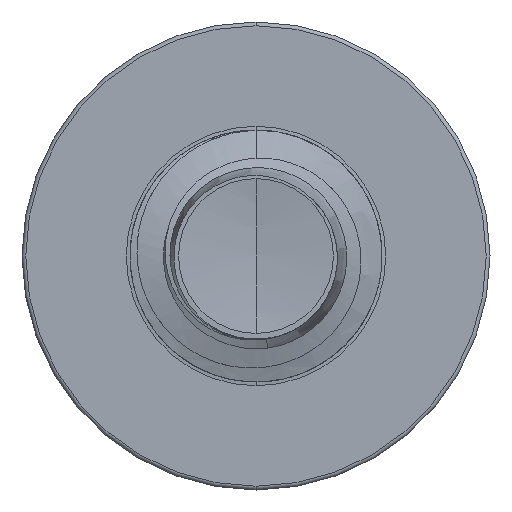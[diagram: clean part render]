
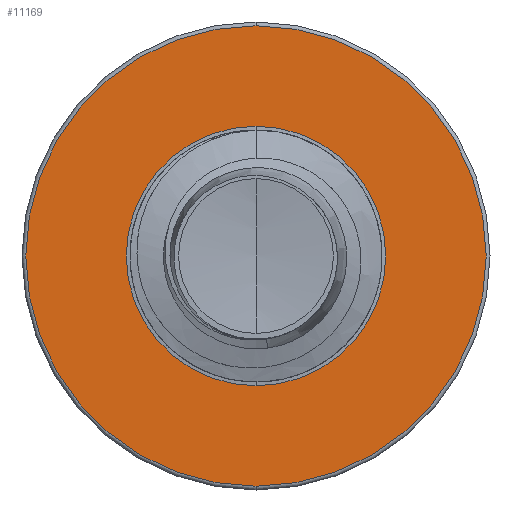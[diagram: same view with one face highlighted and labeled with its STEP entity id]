
A CAD part, front view. The second image highlights one B-rep face of the part: STEP entity #11169.
In plain terms, the highlighted planar face has unit normal (0, -1, 0).
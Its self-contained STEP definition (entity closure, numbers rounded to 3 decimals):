
#61 = AXIS2_PLACEMENT_3D ( 'NONE', #13233, #3895, #14542 ) ;
#300 = AXIS2_PLACEMENT_3D ( 'NONE', #3827, #14493, #5515 ) ;
#1938 = AXIS2_PLACEMENT_3D ( 'NONE', #13370, #4066, #14664 ) ;
#3827 = CARTESIAN_POINT ( 'NONE',  ( 0., 4., 0. ) ) ;
#3895 = DIRECTION ( 'NONE',  ( 0., 1., 0. ) ) ;
#4066 = DIRECTION ( 'NONE',  ( 0., 1., 0. ) ) ;
#4358 = ORIENTED_EDGE ( 'NONE', *, *, #16346, .F. ) ;
#4534 = AXIS2_PLACEMENT_3D ( 'NONE', #6854, #6833, #6803 ) ;
#4693 = AXIS2_PLACEMENT_3D ( 'NONE', #7483, #7274, #7255 ) ;
#4801 = FACE_OUTER_BOUND ( 'NONE', #12470, .T. ) ;
#5024 = CIRCLE ( 'NONE', #61, 1.279 ) ;
#5048 = CIRCLE ( 'NONE', #1938, 1.279 ) ;
#5515 = DIRECTION ( 'NONE',  ( 0., 0., 1. ) ) ;
#5524 = VERTEX_POINT ( 'NONE', #6358 ) ;
#5932 = CARTESIAN_POINT ( 'NONE',  ( 0., 4., -1.279 ) ) ;
#6174 = VERTEX_POINT ( 'NONE', #5932 ) ;
#6358 = CARTESIAN_POINT ( 'NONE',  ( 0., 4., 0.721 ) ) ;
#6803 = DIRECTION ( 'NONE',  ( 0., 0., 1. ) ) ;
#6833 = DIRECTION ( 'NONE',  ( 0., 1., 0. ) ) ;
#6854 = CARTESIAN_POINT ( 'NONE',  ( 0., 4., 0. ) ) ;
#7255 = DIRECTION ( 'NONE',  ( 0., 0., 1. ) ) ;
#7274 = DIRECTION ( 'NONE',  ( 0., 1., 0. ) ) ;
#7302 = PLANE ( 'NONE',  #4693 ) ;
#7483 = CARTESIAN_POINT ( 'NONE',  ( 0., 4., -0.721 ) ) ;
#8744 = CARTESIAN_POINT ( 'NONE',  ( 0., 4., -0.721 ) ) ;
#9244 = ORIENTED_EDGE ( 'NONE', *, *, #14752, .F. ) ;
#9689 = ORIENTED_EDGE ( 'NONE', *, *, #16320, .T. ) ;
#9948 = VERTEX_POINT ( 'NONE', #8744 ) ;
#10175 = EDGE_LOOP ( 'NONE', ( #9689, #16376 ) ) ;
#11169 = ADVANCED_FACE ( 'NONE', ( #4801, #13039 ), #7302, .F. ) ;
#11293 = EDGE_CURVE ( 'NONE', #9948, #5524, #15672, .T. ) ;
#12470 = EDGE_LOOP ( 'NONE', ( #9244, #4358 ) ) ;
#13039 = FACE_BOUND ( 'NONE', #10175, .T. ) ;
#13216 = CIRCLE ( 'NONE', #300, 0.721 ) ;
#13233 = CARTESIAN_POINT ( 'NONE',  ( 0., 4., 0. ) ) ;
#13370 = CARTESIAN_POINT ( 'NONE',  ( 0., 4., 0. ) ) ;
#13936 = VERTEX_POINT ( 'NONE', #14052 ) ;
#14052 = CARTESIAN_POINT ( 'NONE',  ( 0., 4., 1.279 ) ) ;
#14493 = DIRECTION ( 'NONE',  ( 0., 1., 0. ) ) ;
#14542 = DIRECTION ( 'NONE',  ( 0., 0., 1. ) ) ;
#14664 = DIRECTION ( 'NONE',  ( 0., 0., 1. ) ) ;
#14752 = EDGE_CURVE ( 'NONE', #13936, #6174, #5048, .T. ) ;
#15672 = CIRCLE ( 'NONE', #4534, 0.721 ) ;
#16320 = EDGE_CURVE ( 'NONE', #5524, #9948, #13216, .T. ) ;
#16346 = EDGE_CURVE ( 'NONE', #6174, #13936, #5024, .T. ) ;
#16376 = ORIENTED_EDGE ( 'NONE', *, *, #11293, .T. ) ;
